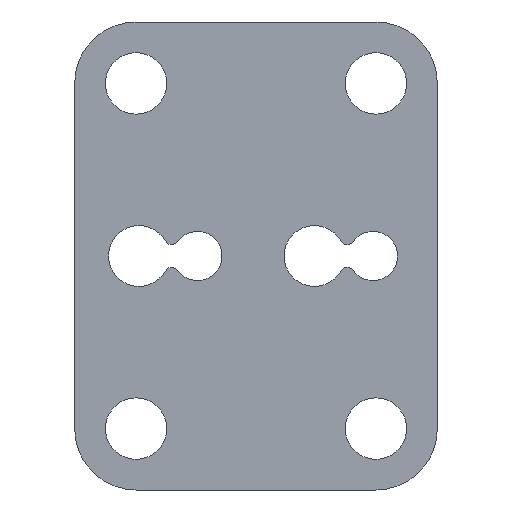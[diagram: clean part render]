
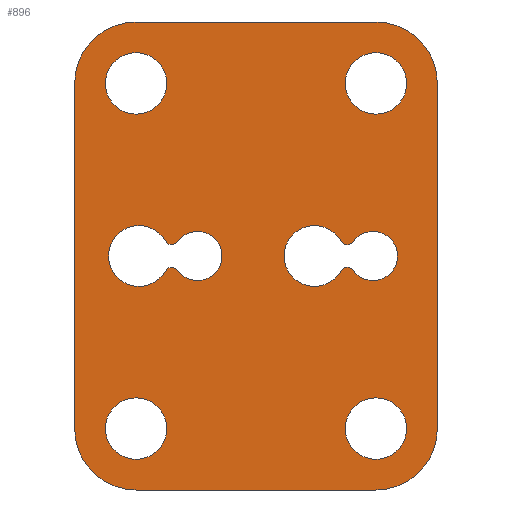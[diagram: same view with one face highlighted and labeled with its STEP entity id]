
A CAD part, front view. The second image highlights one B-rep face of the part: STEP entity #896.
In plain terms, the highlighted planar face has unit normal (0, -1, 0).
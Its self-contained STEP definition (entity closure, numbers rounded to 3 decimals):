
#229=CARTESIAN_POINT('',(-35.25,-8.315,14.75));
#230=DIRECTION('',(0.,-1.,0.));
#231=DIRECTION('',(0.,0.,1.));
#232=AXIS2_PLACEMENT_3D('',#229,#230,#231);
#237=DIRECTION('',(-1.,0.,0.));
#238=VECTOR('',#237,20.5);
#239=CARTESIAN_POINT('',(-14.75,-8.315,20.));
#240=LINE('',#239,#238);
#244=CARTESIAN_POINT('',(-14.75,-8.315,14.75));
#245=DIRECTION('',(0.,-1.,0.));
#246=DIRECTION('',(1.,0.,0.));
#247=AXIS2_PLACEMENT_3D('',#244,#245,#246);
#252=DIRECTION('',(0.,0.,1.));
#253=VECTOR('',#252,29.5);
#254=CARTESIAN_POINT('',(-9.5,-8.315,-14.75));
#255=LINE('',#254,#253);
#259=CARTESIAN_POINT('',(-14.75,-8.315,-14.75));
#260=DIRECTION('',(0.,-1.,0.));
#261=DIRECTION('',(0.,0.,-1.));
#262=AXIS2_PLACEMENT_3D('',#259,#260,#261);
#267=DIRECTION('',(1.,0.,0.));
#268=VECTOR('',#267,20.5);
#269=CARTESIAN_POINT('',(-35.25,-8.315,-20.));
#270=LINE('',#269,#268);
#274=CARTESIAN_POINT('',(-35.25,-8.315,-14.75));
#275=DIRECTION('',(0.,-1.,0.));
#276=DIRECTION('',(-1.,0.,0.));
#277=AXIS2_PLACEMENT_3D('',#274,#275,#276);
#282=DIRECTION('',(0.,0.,-1.));
#283=VECTOR('',#282,29.5);
#284=CARTESIAN_POINT('',(-40.5,-8.315,14.75));
#285=LINE('',#284,#283);
#289=CARTESIAN_POINT('',(-14.75,-8.315,14.75));
#290=DIRECTION('',(0.,1.,0.));
#291=DIRECTION('',(-1.,0.,0.));
#292=AXIS2_PLACEMENT_3D('',#289,#290,#291);
#297=CARTESIAN_POINT('',(-14.75,-8.315,14.75));
#298=DIRECTION('',(0.,1.,0.));
#299=DIRECTION('',(1.,0.,0.));
#300=AXIS2_PLACEMENT_3D('',#297,#298,#299);
#305=CARTESIAN_POINT('',(-35.25,-8.315,14.75));
#306=DIRECTION('',(0.,1.,0.));
#307=DIRECTION('',(-1.,0.,0.));
#308=AXIS2_PLACEMENT_3D('',#305,#306,#307);
#313=CARTESIAN_POINT('',(-35.25,-8.315,14.75));
#314=DIRECTION('',(0.,1.,0.));
#315=DIRECTION('',(1.,0.,0.));
#316=AXIS2_PLACEMENT_3D('',#313,#314,#315);
#321=CARTESIAN_POINT('',(-14.75,-8.315,-14.75));
#322=DIRECTION('',(0.,1.,0.));
#323=DIRECTION('',(-1.,0.,0.));
#324=AXIS2_PLACEMENT_3D('',#321,#322,#323);
#329=CARTESIAN_POINT('',(-14.75,-8.315,-14.75));
#330=DIRECTION('',(0.,1.,0.));
#331=DIRECTION('',(1.,0.,0.));
#332=AXIS2_PLACEMENT_3D('',#329,#330,#331);
#337=CARTESIAN_POINT('',(-35.25,-8.315,-14.75));
#338=DIRECTION('',(0.,1.,0.));
#339=DIRECTION('',(-1.,0.,0.));
#340=AXIS2_PLACEMENT_3D('',#337,#338,#339);
#345=CARTESIAN_POINT('',(-35.25,-8.315,-14.75));
#346=DIRECTION('',(0.,1.,0.));
#347=DIRECTION('',(1.,0.,0.));
#348=AXIS2_PLACEMENT_3D('',#345,#346,#347);
#353=CARTESIAN_POINT('',(-32.203,-8.315,1.595));
#354=DIRECTION('',(0.,-1.,0.));
#355=DIRECTION('',(-0.869,0.,-0.495));
#356=AXIS2_PLACEMENT_3D('',#353,#354,#355);
#361=CARTESIAN_POINT('',(-32.203,-8.315,-1.595));
#362=DIRECTION('',(0.,-1.,0.));
#363=DIRECTION('',(0.81,0.,0.586));
#364=AXIS2_PLACEMENT_3D('',#361,#362,#363);
#369=CARTESIAN_POINT('',(-17.203,-8.315,-1.595));
#370=DIRECTION('',(0.,-1.,0.));
#371=DIRECTION('',(0.81,0.,0.586));
#372=AXIS2_PLACEMENT_3D('',#369,#370,#371);
#377=CARTESIAN_POINT('',(-17.203,-8.315,1.595));
#378=DIRECTION('',(0.,-1.,0.));
#379=DIRECTION('',(-0.869,0.,-0.495));
#380=AXIS2_PLACEMENT_3D('',#377,#378,#379);
#463=CARTESIAN_POINT('',(-35.,-8.315,0.));
#464=DIRECTION('',(0.,1.,0.));
#465=DIRECTION('',(0.869,0.,-0.495));
#466=AXIS2_PLACEMENT_3D('',#463,#464,#465);
#478=CARTESIAN_POINT('',(-30.,-8.315,0.));
#479=DIRECTION('',(0.,1.,0.));
#480=DIRECTION('',(-0.81,0.,0.586));
#481=AXIS2_PLACEMENT_3D('',#478,#479,#480);
#508=CARTESIAN_POINT('',(-20.,-8.315,0.));
#509=DIRECTION('',(0.,1.,0.));
#510=DIRECTION('',(0.869,0.,-0.495));
#511=AXIS2_PLACEMENT_3D('',#508,#509,#510);
#553=CARTESIAN_POINT('',(-15.,-8.315,0.));
#554=DIRECTION('',(0.,1.,0.));
#555=DIRECTION('',(-0.81,0.,0.586));
#556=AXIS2_PLACEMENT_3D('',#553,#554,#555);
#565=CARTESIAN_POINT('',(-35.25,-8.315,20.));
#566=VERTEX_POINT('',#565);
#567=CARTESIAN_POINT('',(-40.5,-8.315,14.75));
#568=VERTEX_POINT('',#567);
#573=CARTESIAN_POINT('',(-9.5,-8.315,14.75));
#574=VERTEX_POINT('',#573);
#575=CARTESIAN_POINT('',(-14.75,-8.315,20.));
#576=VERTEX_POINT('',#575);
#581=CARTESIAN_POINT('',(-40.5,-8.315,-14.75));
#582=VERTEX_POINT('',#581);
#583=CARTESIAN_POINT('',(-35.25,-8.315,-20.));
#584=VERTEX_POINT('',#583);
#589=CARTESIAN_POINT('',(-14.75,-8.315,-20.));
#590=VERTEX_POINT('',#589);
#591=CARTESIAN_POINT('',(-9.5,-8.315,-14.75));
#592=VERTEX_POINT('',#591);
#609=CARTESIAN_POINT('',(-17.375,-8.315,14.75));
#610=CARTESIAN_POINT('',(-12.125,-8.315,14.75));
#611=VERTEX_POINT('',#609);
#612=VERTEX_POINT('',#610);
#613=CARTESIAN_POINT('',(-37.875,-8.315,14.75));
#614=CARTESIAN_POINT('',(-32.625,-8.315,14.75));
#615=VERTEX_POINT('',#613);
#616=VERTEX_POINT('',#614);
#617=CARTESIAN_POINT('',(-17.375,-8.315,-14.75));
#618=CARTESIAN_POINT('',(-12.125,-8.315,-14.75));
#619=VERTEX_POINT('',#617);
#620=VERTEX_POINT('',#618);
#621=CARTESIAN_POINT('',(-37.875,-8.315,-14.75));
#622=CARTESIAN_POINT('',(-32.625,-8.315,-14.75));
#623=VERTEX_POINT('',#621);
#624=VERTEX_POINT('',#622);
#625=CARTESIAN_POINT('',(-31.701,-8.315,-1.231));
#626=CARTESIAN_POINT('',(-32.741,-8.315,-1.288));
#627=VERTEX_POINT('',#625);
#628=VERTEX_POINT('',#626);
#637=CARTESIAN_POINT('',(-32.741,-8.315,1.288));
#638=VERTEX_POINT('',#637);
#639=CARTESIAN_POINT('',(-31.701,-8.315,1.231));
#640=VERTEX_POINT('',#639);
#645=CARTESIAN_POINT('',(-17.741,-8.315,1.288));
#646=VERTEX_POINT('',#645);
#647=CARTESIAN_POINT('',(-16.701,-8.315,1.231));
#648=VERTEX_POINT('',#647);
#649=CARTESIAN_POINT('',(-16.701,-8.315,-1.231));
#650=CARTESIAN_POINT('',(-17.741,-8.315,-1.288));
#651=VERTEX_POINT('',#649);
#652=VERTEX_POINT('',#650);
#837=CARTESIAN_POINT('',(0.,-8.315,0.));
#838=DIRECTION('',(0.,-1.,0.));
#839=DIRECTION('',(1.,0.,0.));
#840=AXIS2_PLACEMENT_3D('',#837,#838,#839);
#841=PLANE('',#840);
#842=ORIENTED_EDGE('',*,*,#733,.F.);
#843=ORIENTED_EDGE('',*,*,#749,.F.);
#844=ORIENTED_EDGE('',*,*,#762,.F.);
#845=ORIENTED_EDGE('',*,*,#777,.F.);
#846=ORIENTED_EDGE('',*,*,#790,.F.);
#847=ORIENTED_EDGE('',*,*,#803,.F.);
#848=ORIENTED_EDGE('',*,*,#818,.F.);
#849=ORIENTED_EDGE('',*,*,#830,.F.);
#850=EDGE_LOOP('',(#842,#843,#844,#845,#846,#847,#848,#849));
#851=FACE_OUTER_BOUND('',#850,.F.);
#853=ORIENTED_EDGE('',*,*,#852,.F.);
#855=ORIENTED_EDGE('',*,*,#854,.F.);
#856=EDGE_LOOP('',(#853,#855));
#857=FACE_BOUND('',#856,.F.);
#859=ORIENTED_EDGE('',*,*,#858,.F.);
#861=ORIENTED_EDGE('',*,*,#860,.F.);
#862=EDGE_LOOP('',(#859,#861));
#863=FACE_BOUND('',#862,.F.);
#865=ORIENTED_EDGE('',*,*,#864,.F.);
#867=ORIENTED_EDGE('',*,*,#866,.F.);
#868=EDGE_LOOP('',(#865,#867));
#869=FACE_BOUND('',#868,.F.);
#871=ORIENTED_EDGE('',*,*,#870,.F.);
#873=ORIENTED_EDGE('',*,*,#872,.F.);
#874=EDGE_LOOP('',(#871,#873));
#875=FACE_BOUND('',#874,.F.);
#877=ORIENTED_EDGE('',*,*,#876,.F.);
#879=ORIENTED_EDGE('',*,*,#878,.F.);
#881=ORIENTED_EDGE('',*,*,#880,.F.);
#883=ORIENTED_EDGE('',*,*,#882,.F.);
#884=EDGE_LOOP('',(#877,#879,#881,#883));
#885=FACE_BOUND('',#884,.F.);
#887=ORIENTED_EDGE('',*,*,#886,.F.);
#889=ORIENTED_EDGE('',*,*,#888,.F.);
#891=ORIENTED_EDGE('',*,*,#890,.F.);
#893=ORIENTED_EDGE('',*,*,#892,.F.);
#894=EDGE_LOOP('',(#887,#889,#891,#893));
#895=FACE_BOUND('',#894,.F.);
#896=ADVANCED_FACE('',(#851,#857,#863,#869,#875,#885,#895),#841,.T.);
#233=CIRCLE('',#232,5.25);
#248=CIRCLE('',#247,5.25);
#263=CIRCLE('',#262,5.25);
#278=CIRCLE('',#277,5.25);
#293=CIRCLE('',#292,2.625);
#301=CIRCLE('',#300,2.625);
#309=CIRCLE('',#308,2.625);
#317=CIRCLE('',#316,2.625);
#325=CIRCLE('',#324,2.625);
#333=CIRCLE('',#332,2.625);
#341=CIRCLE('',#340,2.625);
#349=CIRCLE('',#348,2.625);
#357=CIRCLE('',#356,0.62);
#365=CIRCLE('',#364,0.62);
#373=CIRCLE('',#372,0.62);
#381=CIRCLE('',#380,0.62);
#467=CIRCLE('',#466,2.6);
#482=CIRCLE('',#481,2.1);
#512=CIRCLE('',#511,2.6);
#557=CIRCLE('',#556,2.1);
#733=EDGE_CURVE('',#566,#568,#233,.T.);
#749=EDGE_CURVE('',#576,#566,#240,.T.);
#762=EDGE_CURVE('',#574,#576,#248,.T.);
#777=EDGE_CURVE('',#592,#574,#255,.T.);
#790=EDGE_CURVE('',#590,#592,#263,.T.);
#803=EDGE_CURVE('',#584,#590,#270,.T.);
#818=EDGE_CURVE('',#582,#584,#278,.T.);
#830=EDGE_CURVE('',#568,#582,#285,.T.);
#852=EDGE_CURVE('',#611,#612,#293,.T.);
#854=EDGE_CURVE('',#612,#611,#301,.T.);
#858=EDGE_CURVE('',#615,#616,#309,.T.);
#860=EDGE_CURVE('',#616,#615,#317,.T.);
#864=EDGE_CURVE('',#619,#620,#325,.T.);
#866=EDGE_CURVE('',#620,#619,#333,.T.);
#870=EDGE_CURVE('',#623,#624,#341,.T.);
#872=EDGE_CURVE('',#624,#623,#349,.T.);
#876=EDGE_CURVE('',#638,#640,#357,.T.);
#878=EDGE_CURVE('',#628,#638,#467,.T.);
#880=EDGE_CURVE('',#627,#628,#365,.T.);
#882=EDGE_CURVE('',#640,#627,#482,.T.);
#886=EDGE_CURVE('',#651,#652,#373,.T.);
#888=EDGE_CURVE('',#648,#651,#557,.T.);
#890=EDGE_CURVE('',#646,#648,#381,.T.);
#892=EDGE_CURVE('',#652,#646,#512,.T.);
